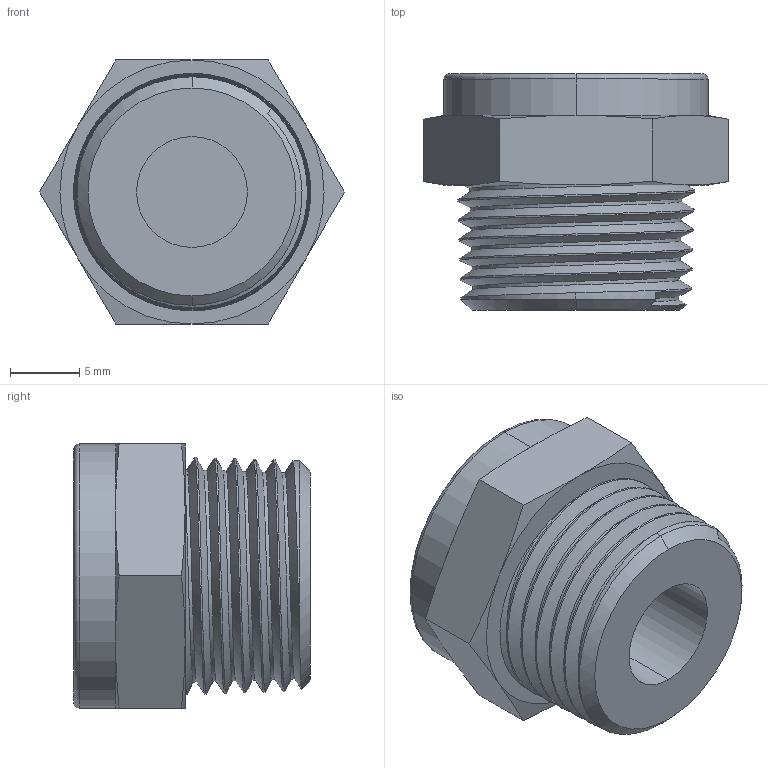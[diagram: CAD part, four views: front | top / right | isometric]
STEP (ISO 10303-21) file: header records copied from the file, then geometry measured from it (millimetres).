
FILE_DESCRIPTION (( 'STEP AP203' ), '1' );
FILE_NAME ('SBF-38N.step', '2023-05-18T13:33:29', ( '' ), ( '' ), 'SwSTEP 2.0', 'SolidWorks 2021', '' );
FILE_SCHEMA (( 'CONFIG_CONTROL_DESIGN' ));
Length unit declared in the file: inch
Products named in the file (1): SBF-38N
Bounding box: 21.94 x 17 x 19 mm (x, y, z)
Volume: 3553.4 mm3; surface area: 2166.1 mm2
Topology: 1 solids, 1 shells, 47 faces, 114 edges, 71 vertices
Faces by surface type: cone 27, plane 11, cylinder 4, bspline 3, torus 2
Entity records: 4021 total; most frequent: CARTESIAN_POINT 2955, ORIENTED_EDGE 228, DIRECTION 168, EDGE_CURVE 114, AXIS2_PLACEMENT_3D 72, VERTEX_POINT 71, B_SPLINE_CURVE_WITH_KNOTS 63, EDGE_LOOP 49
